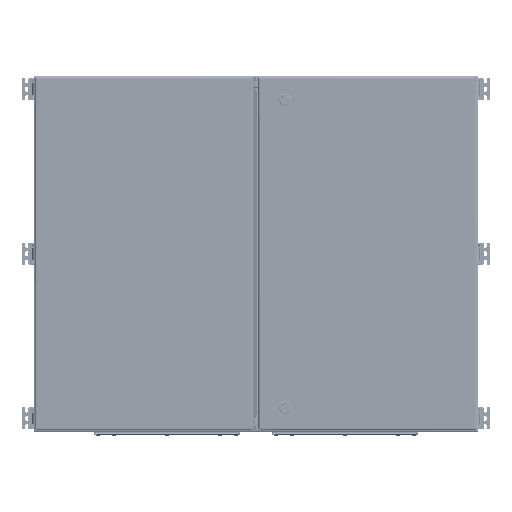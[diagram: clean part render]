
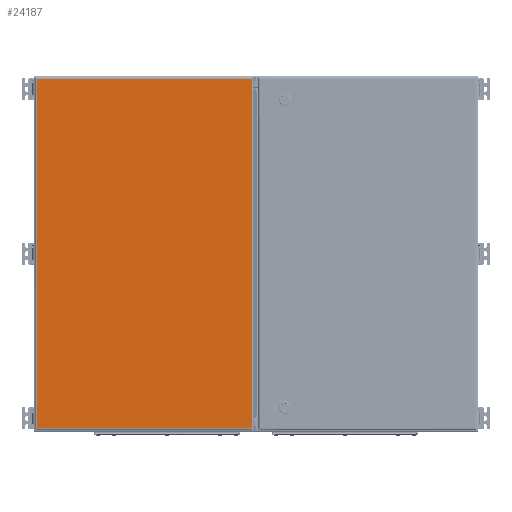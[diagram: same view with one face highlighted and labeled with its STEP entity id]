
A CAD part, top view. The second image highlights one B-rep face of the part: STEP entity #24187.
In plain terms, the highlighted planar face has unit normal (0, 0, 1).
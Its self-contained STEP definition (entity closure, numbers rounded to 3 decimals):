
#956 = EDGE_LOOP ( 'NONE', ( #3388, #28037, #10664, #16197 ) ) ;
#3388 = ORIENTED_EDGE ( 'NONE', *, *, #56936, .T. ) ;
#4772 = DIRECTION ( 'NONE',  ( 1., 0., 0. ) ) ;
#6912 = AXIS2_PLACEMENT_3D ( 'NONE', #63672, #10003, #55775 ) ;
#10003 = DIRECTION ( 'NONE',  ( 0., 0., -1. ) ) ;
#10664 = ORIENTED_EDGE ( 'NONE', *, *, #42962, .T. ) ;
#11758 = CARTESIAN_POINT ( 'NONE',  ( 242.176, -393., 0. ) ) ;
#11819 = LINE ( 'NONE', #65053, #48317 ) ;
#16197 = ORIENTED_EDGE ( 'NONE', *, *, #69785, .T. ) ;
#22346 = VERTEX_POINT ( 'NONE', #73437 ) ;
#24187 = ADVANCED_FACE ( 'NONE', ( #70222 ), #49565, .F. ) ;
#25043 = VERTEX_POINT ( 'NONE', #50222 ) ;
#27539 = VECTOR ( 'NONE', #30250, 1000. ) ;
#28037 = ORIENTED_EDGE ( 'NONE', *, *, #32168, .T. ) ;
#30250 = DIRECTION ( 'NONE',  ( -1., 0., 0. ) ) ;
#32168 = EDGE_CURVE ( 'NONE', #61420, #50376, #71944, .T. ) ;
#32464 = DIRECTION ( 'NONE',  ( 0., 1., 0. ) ) ;
#42962 = EDGE_CURVE ( 'NONE', #50376, #22346, #78594, .T. ) ;
#48317 = VECTOR ( 'NONE', #4772, 1000. ) ;
#49565 = PLANE ( 'NONE',  #6912 ) ;
#50222 = CARTESIAN_POINT ( 'NONE',  ( 242.176, -393., 0. ) ) ;
#50376 = VERTEX_POINT ( 'NONE', #68070 ) ;
#53331 = VECTOR ( 'NONE', #32464, 1000. ) ;
#55775 = DIRECTION ( 'NONE',  ( -1., 0., 0. ) ) ;
#56936 = EDGE_CURVE ( 'NONE', #25043, #61420, #72437, .T. ) ;
#61420 = VERTEX_POINT ( 'NONE', #75486 ) ;
#63672 = CARTESIAN_POINT ( 'NONE',  ( 0., 0., 0. ) ) ;
#64093 = CARTESIAN_POINT ( 'NONE',  ( 245.705, 393., 0. ) ) ;
#65053 = CARTESIAN_POINT ( 'NONE',  ( -242.998, -393., 0. ) ) ;
#66251 = DIRECTION ( 'NONE',  ( 0., -1., 0. ) ) ;
#67526 = VECTOR ( 'NONE', #66251, 1000. ) ;
#68070 = CARTESIAN_POINT ( 'NONE',  ( -241.705, 393., 0. ) ) ;
#69785 = EDGE_CURVE ( 'NONE', #22346, #25043, #11819, .T. ) ;
#70222 = FACE_OUTER_BOUND ( 'NONE', #956, .T. ) ;
#71944 = LINE ( 'NONE', #64093, #27539 ) ;
#72437 = LINE ( 'NONE', #11758, #53331 ) ;
#73437 = CARTESIAN_POINT ( 'NONE',  ( -241.705, -393., 0. ) ) ;
#75486 = CARTESIAN_POINT ( 'NONE',  ( 242.176, 393., 0. ) ) ;
#78160 = CARTESIAN_POINT ( 'NONE',  ( -241.705, 394.293, 0. ) ) ;
#78594 = LINE ( 'NONE', #78160, #67526 ) ;
